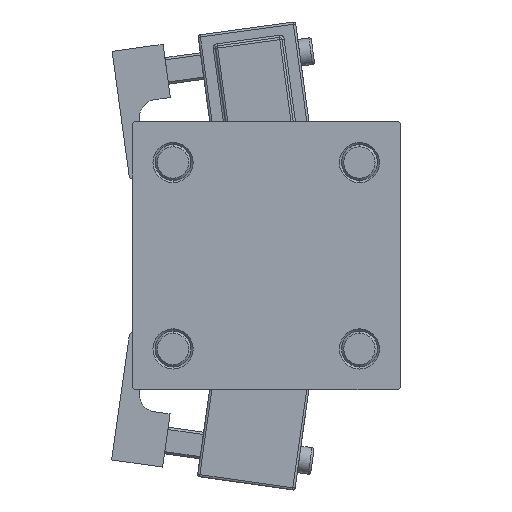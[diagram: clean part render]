
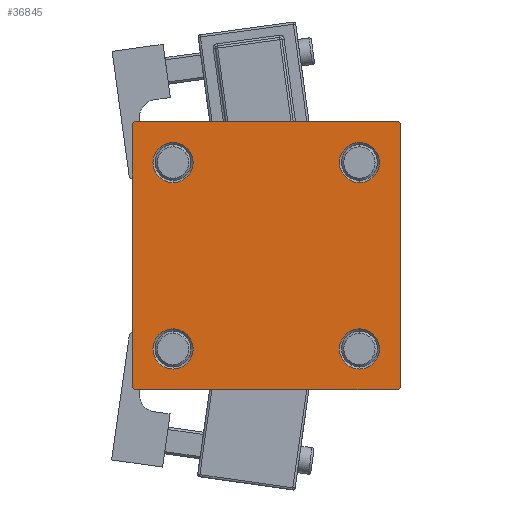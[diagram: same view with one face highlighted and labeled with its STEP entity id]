
A CAD part, left-side view. The second image highlights one B-rep face of the part: STEP entity #36845.
In plain terms, the highlighted planar face has unit normal (-1, 0, 0).
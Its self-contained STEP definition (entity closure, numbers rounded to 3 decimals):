
#838 = PLANE ( 'NONE',  #9988 ) ;
#1232 = ORIENTED_EDGE ( 'NONE', *, *, #27037, .T. ) ;
#1691 = VERTEX_POINT ( 'NONE', #43332 ) ;
#2348 = DIRECTION ( 'NONE',  ( 0., 0., 1. ) ) ;
#2719 = DIRECTION ( 'NONE',  ( 0., 0., 1. ) ) ;
#2868 = CIRCLE ( 'NONE', #51699, 4.5 ) ;
#3484 = CARTESIAN_POINT ( 'NONE',  ( 0., 20.85, -20.85 ) ) ;
#3933 = CARTESIAN_POINT ( 'NONE',  ( 0., -30., 29.5 ) ) ;
#4692 = VECTOR ( 'NONE', #11366, 1000. ) ;
#4911 = DIRECTION ( 'NONE',  ( 0., 0., 1. ) ) ;
#5570 = CARTESIAN_POINT ( 'NONE',  ( 0., 0., 0. ) ) ;
#5698 = EDGE_CURVE ( 'NONE', #12318, #37173, #8678, .T. ) ;
#5921 = ORIENTED_EDGE ( 'NONE', *, *, #9665, .T. ) ;
#6004 = EDGE_CURVE ( 'NONE', #10217, #20104, #2868, .T. ) ;
#6518 = VERTEX_POINT ( 'NONE', #3933 ) ;
#7138 = VERTEX_POINT ( 'NONE', #8041 ) ;
#8041 = CARTESIAN_POINT ( 'NONE',  ( 0., -20.85, -16.35 ) ) ;
#8363 = ORIENTED_EDGE ( 'NONE', *, *, #23517, .T. ) ;
#8484 = FACE_BOUND ( 'NONE', #19334, .T. ) ;
#8587 = LINE ( 'NONE', #41223, #38758 ) ;
#8678 = LINE ( 'NONE', #25532, #24761 ) ;
#8971 = EDGE_CURVE ( 'NONE', #28213, #13131, #9612, .T. ) ;
#9612 = CIRCLE ( 'NONE', #39023, 4.5 ) ;
#9665 = EDGE_CURVE ( 'NONE', #48589, #7138, #27321, .T. ) ;
#9890 = CARTESIAN_POINT ( 'NONE',  ( 0., 30., 29.5 ) ) ;
#9988 = AXIS2_PLACEMENT_3D ( 'NONE', #5570, #13226, #21663 ) ;
#10217 = VERTEX_POINT ( 'NONE', #20451 ) ;
#10373 = DIRECTION ( 'NONE',  ( 0., -1., 0. ) ) ;
#10413 = VERTEX_POINT ( 'NONE', #39095 ) ;
#11176 = VECTOR ( 'NONE', #10373, 1000. ) ;
#11177 = EDGE_LOOP ( 'NONE', ( #1232, #8363 ) ) ;
#11366 = DIRECTION ( 'NONE',  ( 0., -0.707, 0.707 ) ) ;
#11537 = DIRECTION ( 'NONE',  ( 1., 0., 0. ) ) ;
#11590 = AXIS2_PLACEMENT_3D ( 'NONE', #25213, #25991, #4911 ) ;
#11603 = DIRECTION ( 'NONE',  ( 1., 0., 0. ) ) ;
#12318 = VERTEX_POINT ( 'NONE', #29535 ) ;
#13131 = VERTEX_POINT ( 'NONE', #14670 ) ;
#13226 = DIRECTION ( 'NONE',  ( -1., 0., 0. ) ) ;
#13428 = LINE ( 'NONE', #17645, #40431 ) ;
#14431 = AXIS2_PLACEMENT_3D ( 'NONE', #31083, #11603, #14538 ) ;
#14538 = DIRECTION ( 'NONE',  ( 0., 0., 1. ) ) ;
#14670 = CARTESIAN_POINT ( 'NONE',  ( 0., 20.85, 25.35 ) ) ;
#14708 = AXIS2_PLACEMENT_3D ( 'NONE', #42115, #46077, #2348 ) ;
#15449 = ORIENTED_EDGE ( 'NONE', *, *, #31821, .T. ) ;
#16028 = VERTEX_POINT ( 'NONE', #9890 ) ;
#16659 = FACE_BOUND ( 'NONE', #35201, .T. ) ;
#17446 = FACE_OUTER_BOUND ( 'NONE', #49201, .T. ) ;
#17645 = CARTESIAN_POINT ( 'NONE',  ( 0., 30., 30. ) ) ;
#17856 = CARTESIAN_POINT ( 'NONE',  ( 0., -20.85, 20.85 ) ) ;
#17882 = EDGE_LOOP ( 'NONE', ( #20973, #34954 ) ) ;
#18165 = DIRECTION ( 'NONE',  ( 0., 0., -1. ) ) ;
#18446 = DIRECTION ( 'NONE',  ( 1., 0., 0. ) ) ;
#18463 = AXIS2_PLACEMENT_3D ( 'NONE', #31779, #11537, #34972 ) ;
#18958 = CARTESIAN_POINT ( 'NONE',  ( 0., 20.85, 20.85 ) ) ;
#19286 = CARTESIAN_POINT ( 'NONE',  ( 0., 29.75, 29.75 ) ) ;
#19334 = EDGE_LOOP ( 'NONE', ( #37764, #26782 ) ) ;
#19670 = ORIENTED_EDGE ( 'NONE', *, *, #36005, .T. ) ;
#20104 = VERTEX_POINT ( 'NONE', #39772 ) ;
#20421 = LINE ( 'NONE', #23848, #39568 ) ;
#20451 = CARTESIAN_POINT ( 'NONE',  ( 0., 20.85, -16.35 ) ) ;
#20725 = DIRECTION ( 'NONE',  ( 0., 0.707, 0.707 ) ) ;
#20973 = ORIENTED_EDGE ( 'NONE', *, *, #36295, .T. ) ;
#21272 = VECTOR ( 'NONE', #37998, 1000. ) ;
#21663 = DIRECTION ( 'NONE',  ( 0., 0., 1. ) ) ;
#21977 = CARTESIAN_POINT ( 'NONE',  ( 0., 30., -30. ) ) ;
#22577 = CARTESIAN_POINT ( 'NONE',  ( 0., 29.5, -30. ) ) ;
#22758 = CARTESIAN_POINT ( 'NONE',  ( 0., 30., 30. ) ) ;
#23160 = DIRECTION ( 'NONE',  ( 0., 0., 1. ) ) ;
#23517 = EDGE_CURVE ( 'NONE', #48328, #28384, #31854, .T. ) ;
#23528 = DIRECTION ( 'NONE',  ( 1., 0., 0. ) ) ;
#23693 = CIRCLE ( 'NONE', #14431, 4.5 ) ;
#23848 = CARTESIAN_POINT ( 'NONE',  ( 0., -30., 30. ) ) ;
#24761 = VECTOR ( 'NONE', #49487, 1000. ) ;
#25164 = EDGE_CURVE ( 'NONE', #35075, #16028, #30603, .T. ) ;
#25213 = CARTESIAN_POINT ( 'NONE',  ( 0., 20.85, 20.85 ) ) ;
#25532 = CARTESIAN_POINT ( 'NONE',  ( 0., 29.75, -29.75 ) ) ;
#25755 = ORIENTED_EDGE ( 'NONE', *, *, #25164, .T. ) ;
#25928 = CIRCLE ( 'NONE', #11590, 4.5 ) ;
#25991 = DIRECTION ( 'NONE',  ( 1., 0., 0. ) ) ;
#26204 = ORIENTED_EDGE ( 'NONE', *, *, #46375, .T. ) ;
#26782 = ORIENTED_EDGE ( 'NONE', *, *, #48010, .T. ) ;
#27037 = EDGE_CURVE ( 'NONE', #28384, #48328, #31246, .T. ) ;
#27321 = CIRCLE ( 'NONE', #14708, 4.5 ) ;
#27510 = CARTESIAN_POINT ( 'NONE',  ( 0., -20.85, 25.35 ) ) ;
#28213 = VERTEX_POINT ( 'NONE', #40955 ) ;
#28384 = VERTEX_POINT ( 'NONE', #27510 ) ;
#28690 = CARTESIAN_POINT ( 'NONE',  ( 0., -20.85, -20.85 ) ) ;
#29535 = CARTESIAN_POINT ( 'NONE',  ( 0., 30., -29.5 ) ) ;
#29540 = FACE_BOUND ( 'NONE', #11177, .T. ) ;
#29948 = DIRECTION ( 'NONE',  ( 1., 0., 0. ) ) ;
#30603 = LINE ( 'NONE', #19286, #48752 ) ;
#31083 = CARTESIAN_POINT ( 'NONE',  ( 0., 20.85, -20.85 ) ) ;
#31246 = CIRCLE ( 'NONE', #48095, 4.5 ) ;
#31779 = CARTESIAN_POINT ( 'NONE',  ( 0., -20.85, 20.85 ) ) ;
#31821 = EDGE_CURVE ( 'NONE', #10413, #1691, #43482, .T. ) ;
#31854 = CIRCLE ( 'NONE', #18463, 4.5 ) ;
#32296 = CARTESIAN_POINT ( 'NONE',  ( 0., -20.85, 16.35 ) ) ;
#33825 = ORIENTED_EDGE ( 'NONE', *, *, #43470, .T. ) ;
#34801 = DIRECTION ( 'NONE',  ( 0., 0.707, -0.707 ) ) ;
#34954 = ORIENTED_EDGE ( 'NONE', *, *, #8971, .T. ) ;
#34972 = DIRECTION ( 'NONE',  ( 0., 0., 1. ) ) ;
#35075 = VERTEX_POINT ( 'NONE', #48241 ) ;
#35201 = EDGE_LOOP ( 'NONE', ( #19670, #5921 ) ) ;
#36005 = EDGE_CURVE ( 'NONE', #7138, #48589, #49439, .T. ) ;
#36295 = EDGE_CURVE ( 'NONE', #13131, #28213, #25928, .T. ) ;
#36441 = DIRECTION ( 'NONE',  ( 0., 0., -1. ) ) ;
#36845 = ADVANCED_FACE ( 'NONE', ( #29540, #16659, #8484, #44820, #17446 ), #838, .T. ) ;
#37173 = VERTEX_POINT ( 'NONE', #22577 ) ;
#37757 = CARTESIAN_POINT ( 'NONE',  ( 0., -20.85, -25.35 ) ) ;
#37764 = ORIENTED_EDGE ( 'NONE', *, *, #6004, .T. ) ;
#37998 = DIRECTION ( 'NONE',  ( 0., -1., 0. ) ) ;
#38758 = VECTOR ( 'NONE', #20725, 1000. ) ;
#39023 = AXIS2_PLACEMENT_3D ( 'NONE', #18958, #18446, #23160 ) ;
#39095 = CARTESIAN_POINT ( 'NONE',  ( 0., -29.5, -30. ) ) ;
#39568 = VECTOR ( 'NONE', #36441, 1000. ) ;
#39772 = CARTESIAN_POINT ( 'NONE',  ( 0., 20.85, -25.35 ) ) ;
#39993 = DIRECTION ( 'NONE',  ( 0., 0., 1. ) ) ;
#40431 = VECTOR ( 'NONE', #18165, 1000. ) ;
#40772 = ORIENTED_EDGE ( 'NONE', *, *, #5698, .T. ) ;
#40955 = CARTESIAN_POINT ( 'NONE',  ( 0., 20.85, 16.35 ) ) ;
#41023 = ORIENTED_EDGE ( 'NONE', *, *, #51009, .F. ) ;
#41223 = CARTESIAN_POINT ( 'NONE',  ( 0., -29.75, 29.75 ) ) ;
#41524 = VERTEX_POINT ( 'NONE', #48360 ) ;
#41530 = DIRECTION ( 'NONE',  ( 0., 0., 1. ) ) ;
#41949 = LINE ( 'NONE', #21977, #21272 ) ;
#42115 = CARTESIAN_POINT ( 'NONE',  ( 0., -20.85, -20.85 ) ) ;
#42786 = EDGE_CURVE ( 'NONE', #6518, #1691, #20421, .T. ) ;
#43332 = CARTESIAN_POINT ( 'NONE',  ( 0., -30., -29.5 ) ) ;
#43470 = EDGE_CURVE ( 'NONE', #6518, #41524, #8587, .T. ) ;
#43482 = LINE ( 'NONE', #47433, #4692 ) ;
#44820 = FACE_BOUND ( 'NONE', #17882, .T. ) ;
#46077 = DIRECTION ( 'NONE',  ( 1., 0., 0. ) ) ;
#46375 = EDGE_CURVE ( 'NONE', #16028, #12318, #13428, .T. ) ;
#47073 = ORIENTED_EDGE ( 'NONE', *, *, #42786, .F. ) ;
#47433 = CARTESIAN_POINT ( 'NONE',  ( 0., -29.75, -29.75 ) ) ;
#48010 = EDGE_CURVE ( 'NONE', #20104, #10217, #23693, .T. ) ;
#48095 = AXIS2_PLACEMENT_3D ( 'NONE', #17856, #29948, #41530 ) ;
#48241 = CARTESIAN_POINT ( 'NONE',  ( 0., 29.5, 30. ) ) ;
#48328 = VERTEX_POINT ( 'NONE', #32296 ) ;
#48360 = CARTESIAN_POINT ( 'NONE',  ( 0., -29.5, 30. ) ) ;
#48589 = VERTEX_POINT ( 'NONE', #37757 ) ;
#48611 = AXIS2_PLACEMENT_3D ( 'NONE', #28690, #52121, #39993 ) ;
#48752 = VECTOR ( 'NONE', #34801, 1000. ) ;
#49201 = EDGE_LOOP ( 'NONE', ( #26204, #40772, #51343, #15449, #47073, #33825, #41023, #25755 ) ) ;
#49439 = CIRCLE ( 'NONE', #48611, 4.5 ) ;
#49487 = DIRECTION ( 'NONE',  ( 0., -0.707, -0.707 ) ) ;
#49859 = LINE ( 'NONE', #22758, #11176 ) ;
#51009 = EDGE_CURVE ( 'NONE', #35075, #41524, #49859, .T. ) ;
#51079 = EDGE_CURVE ( 'NONE', #37173, #10413, #41949, .T. ) ;
#51343 = ORIENTED_EDGE ( 'NONE', *, *, #51079, .T. ) ;
#51699 = AXIS2_PLACEMENT_3D ( 'NONE', #3484, #23528, #2719 ) ;
#52121 = DIRECTION ( 'NONE',  ( 1., 0., 0. ) ) ;
